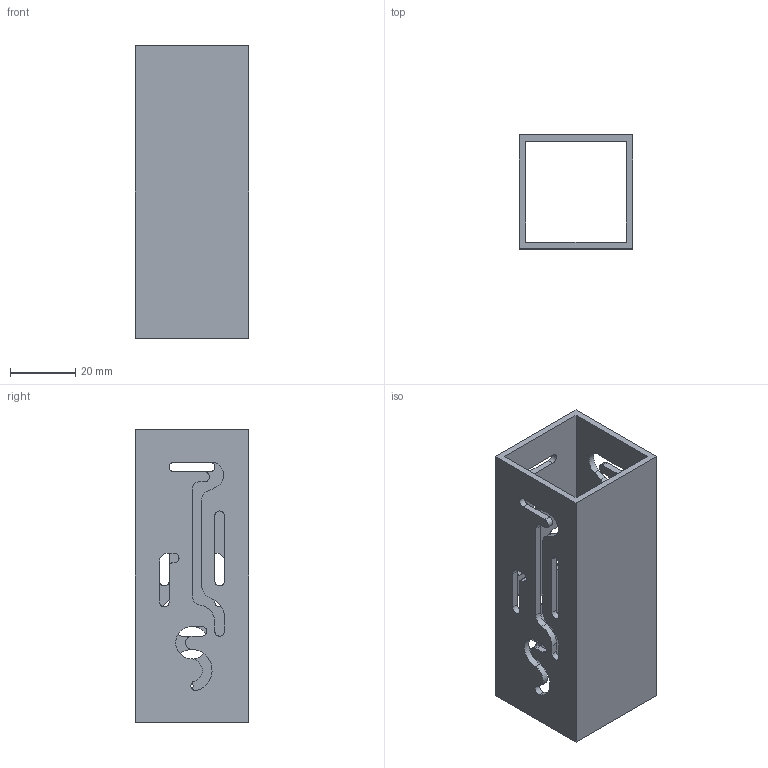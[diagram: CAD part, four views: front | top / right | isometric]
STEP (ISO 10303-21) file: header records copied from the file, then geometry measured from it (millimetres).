
FILE_DESCRIPTION(('CATIA V5 STEP Exchange'),'2;1');
FILE_NAME('Pierre 2.stp','2019-04-12T06:36:18+00:00',('none'),('none'),'CATIA Version 5 Release 20 GA (IN-10)','CATIA V5 STEP AP203','none');
FILE_SCHEMA(('CONFIG_CONTROL_DESIGN'));
Length unit declared in the file: millimetre
Products named in the file (1): Pierre 2
Bounding box: 35 x 35 x 90 mm (x, y, z)
Volume: 21109 mm3; surface area: 23458.5 mm2
Topology: 1 solids, 1 shells, 124 faces, 366 edges, 244 vertices
Faces by surface type: cylinder 66, plane 58
Entity records: 4048 total; most frequent: ORIENTED_EDGE 732, CARTESIAN_POINT 716, DIRECTION 576, EDGE_CURVE 366, VERTEX_POINT 244, AXIS2_PLACEMENT_3D 238, VECTOR 234, LINE 234
